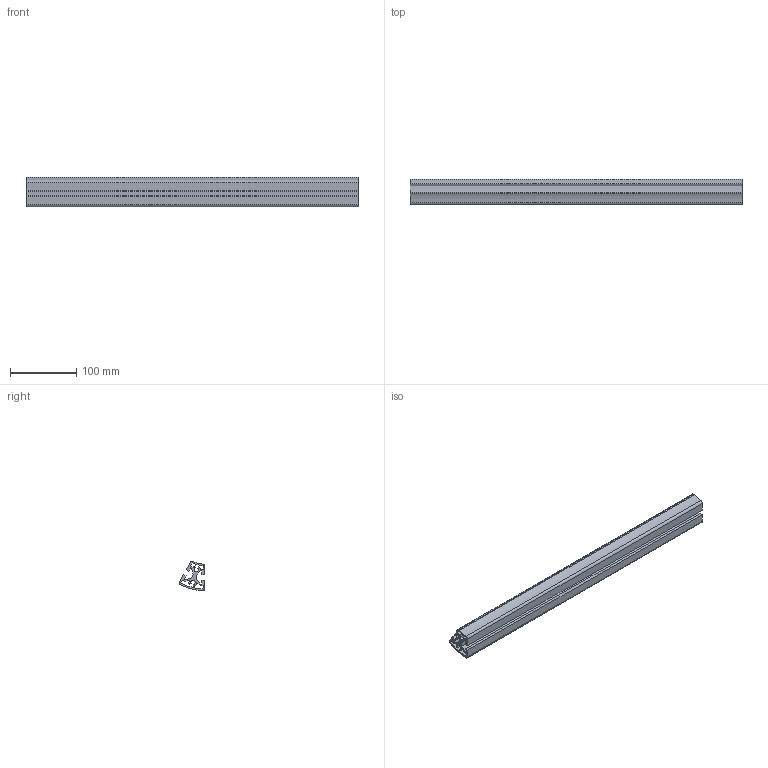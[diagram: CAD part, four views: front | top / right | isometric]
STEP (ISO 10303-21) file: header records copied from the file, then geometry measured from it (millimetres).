
FILE_DESCRIPTION (( 'STEP AP214' ), '1' );
FILE_NAME ('RP1410 8 40x30°R Light.STEP', '2026-02-13T11:28:51', ( '' ), ( '' ), 'SwSTEP 2.0', 'SolidWorks 2026', '' );
FILE_SCHEMA (( 'AUTOMOTIVE_DESIGN' ));
Length unit declared in the file: millimetre
Products named in the file (1): RP1410 8 40x30°R Light
Bounding box: 500 x 38.68 x 44.12 mm (x, y, z)
Volume: 303306.8 mm3; surface area: 198292.8 mm2
Topology: 1 solids, 1 shells, 54 faces, 156 edges, 104 vertices
Faces by surface type: plane 38, cylinder 16
Entity records: 1803 total; most frequent: CARTESIAN_POINT 315, ORIENTED_EDGE 312, DIRECTION 298, EDGE_CURVE 156, VECTOR 124, LINE 124, VERTEX_POINT 104, AXIS2_PLACEMENT_3D 87
